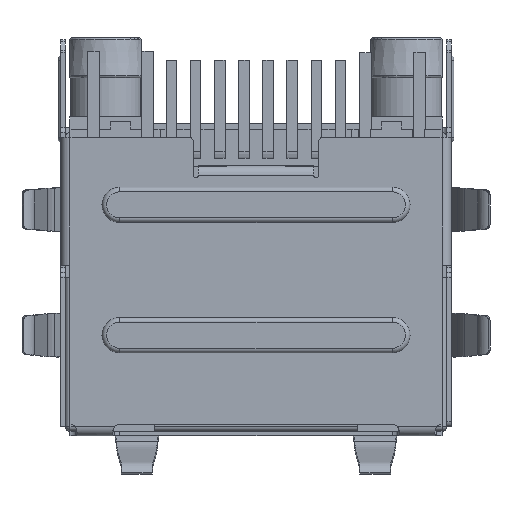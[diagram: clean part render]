
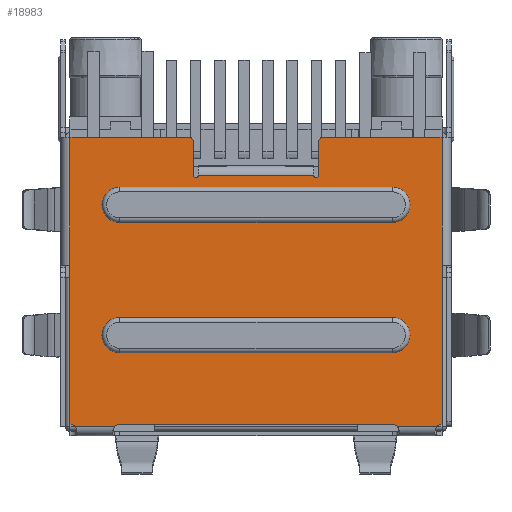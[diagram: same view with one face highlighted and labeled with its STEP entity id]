
A CAD part, left-side view. The second image highlights one B-rep face of the part: STEP entity #18983.
In plain terms, the highlighted planar face has unit normal (-1, 0, 0).
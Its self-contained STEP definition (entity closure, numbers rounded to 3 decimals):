
#687=CIRCLE('',#20594,0.2);
#688=CIRCLE('',#20595,0.1);
#689=CIRCLE('',#20596,0.1);
#690=CIRCLE('',#20597,0.2);
#691=CIRCLE('',#20598,0.3);
#692=CIRCLE('',#20599,0.3);
#693=CIRCLE('',#20600,0.3);
#694=CIRCLE('',#20601,0.3);
#695=CIRCLE('',#20602,0.75);
#696=CIRCLE('',#20603,0.75);
#697=CIRCLE('',#20604,0.75);
#698=CIRCLE('',#20605,0.75);
#1279=ORIENTED_EDGE('',*,*,#7093,.T.);
#1280=ORIENTED_EDGE('',*,*,#7094,.T.);
#1281=ORIENTED_EDGE('',*,*,#7095,.F.);
#1282=ORIENTED_EDGE('',*,*,#7096,.T.);
#1283=ORIENTED_EDGE('',*,*,#7097,.T.);
#1284=ORIENTED_EDGE('',*,*,#7098,.T.);
#1285=ORIENTED_EDGE('',*,*,#7099,.F.);
#1286=ORIENTED_EDGE('',*,*,#7100,.T.);
#1287=ORIENTED_EDGE('',*,*,#7101,.T.);
#1288=ORIENTED_EDGE('',*,*,#7102,.T.);
#1289=ORIENTED_EDGE('',*,*,#7103,.T.);
#1290=ORIENTED_EDGE('',*,*,#7104,.T.);
#1291=ORIENTED_EDGE('',*,*,#7105,.T.);
#1292=ORIENTED_EDGE('',*,*,#7106,.T.);
#1293=ORIENTED_EDGE('',*,*,#7107,.T.);
#1294=ORIENTED_EDGE('',*,*,#7108,.T.);
#1295=ORIENTED_EDGE('',*,*,#7109,.T.);
#1296=ORIENTED_EDGE('',*,*,#7110,.F.);
#1297=ORIENTED_EDGE('',*,*,#7111,.T.);
#1298=ORIENTED_EDGE('',*,*,#7112,.T.);
#1299=ORIENTED_EDGE('',*,*,#7113,.F.);
#1300=ORIENTED_EDGE('',*,*,#7114,.F.);
#1301=ORIENTED_EDGE('',*,*,#7115,.F.);
#1302=ORIENTED_EDGE('',*,*,#7116,.F.);
#1303=ORIENTED_EDGE('',*,*,#7117,.T.);
#1304=ORIENTED_EDGE('',*,*,#7118,.T.);
#1305=ORIENTED_EDGE('',*,*,#7119,.T.);
#1306=ORIENTED_EDGE('',*,*,#7120,.T.);
#7093=EDGE_CURVE('',#10000,#10001,#11872,.T.);
#7094=EDGE_CURVE('',#10001,#10002,#687,.T.);
#7095=EDGE_CURVE('',#10003,#10002,#11873,.T.);
#7096=EDGE_CURVE('',#10003,#10004,#688,.F.);
#7097=EDGE_CURVE('',#10004,#10005,#11874,.T.);
#7098=EDGE_CURVE('',#10005,#10006,#689,.F.);
#7099=EDGE_CURVE('',#10007,#10006,#11875,.T.);
#7100=EDGE_CURVE('',#10007,#10008,#690,.T.);
#7101=EDGE_CURVE('',#10008,#10009,#11876,.T.);
#7102=EDGE_CURVE('',#10009,#10010,#11877,.T.);
#7103=EDGE_CURVE('',#10010,#10011,#11878,.T.);
#7104=EDGE_CURVE('',#10011,#10012,#691,.F.);
#7105=EDGE_CURVE('',#10012,#10013,#11879,.T.);
#7106=EDGE_CURVE('',#10013,#10014,#692,.F.);
#7107=EDGE_CURVE('',#10014,#10015,#11880,.T.);
#7108=EDGE_CURVE('',#10015,#10016,#693,.F.);
#7109=EDGE_CURVE('',#10016,#10017,#11881,.T.);
#7110=EDGE_CURVE('',#10018,#10017,#694,.T.);
#7111=EDGE_CURVE('',#10018,#10019,#11882,.T.);
#7112=EDGE_CURVE('',#10019,#10000,#11883,.T.);
#7113=EDGE_CURVE('',#10020,#10021,#11884,.T.);
#7114=EDGE_CURVE('',#10022,#10020,#695,.T.);
#7115=EDGE_CURVE('',#10023,#10022,#11885,.T.);
#7116=EDGE_CURVE('',#10021,#10023,#696,.T.);
#7117=EDGE_CURVE('',#10024,#10025,#697,.F.);
#7118=EDGE_CURVE('',#10025,#10026,#11886,.T.);
#7119=EDGE_CURVE('',#10026,#10027,#698,.F.);
#7120=EDGE_CURVE('',#10027,#10024,#11887,.T.);
#10000=VERTEX_POINT('',#27970);
#10001=VERTEX_POINT('',#27971);
#10002=VERTEX_POINT('',#27973);
#10003=VERTEX_POINT('',#27975);
#10004=VERTEX_POINT('',#27977);
#10005=VERTEX_POINT('',#27979);
#10006=VERTEX_POINT('',#27981);
#10007=VERTEX_POINT('',#27983);
#10008=VERTEX_POINT('',#27985);
#10009=VERTEX_POINT('',#27987);
#10010=VERTEX_POINT('',#27989);
#10011=VERTEX_POINT('',#27991);
#10012=VERTEX_POINT('',#27993);
#10013=VERTEX_POINT('',#27995);
#10014=VERTEX_POINT('',#27997);
#10015=VERTEX_POINT('',#27999);
#10016=VERTEX_POINT('',#28001);
#10017=VERTEX_POINT('',#28003);
#10018=VERTEX_POINT('',#28005);
#10019=VERTEX_POINT('',#28007);
#10020=VERTEX_POINT('',#28010);
#10021=VERTEX_POINT('',#28011);
#10022=VERTEX_POINT('',#28013);
#10023=VERTEX_POINT('',#28015);
#10024=VERTEX_POINT('',#28018);
#10025=VERTEX_POINT('',#28019);
#10026=VERTEX_POINT('',#28021);
#10027=VERTEX_POINT('',#28023);
#11872=LINE('',#27969,#14009);
#11873=LINE('',#27974,#14010);
#11874=LINE('',#27978,#14011);
#11875=LINE('',#27982,#14012);
#11876=LINE('',#27986,#14013);
#11877=LINE('',#27988,#14014);
#11878=LINE('',#27990,#14015);
#11879=LINE('',#27994,#14016);
#11880=LINE('',#27998,#14017);
#11881=LINE('',#28002,#14018);
#11882=LINE('',#28006,#14019);
#11883=LINE('',#28008,#14020);
#11884=LINE('',#28009,#14021);
#11885=LINE('',#28014,#14022);
#11886=LINE('',#28020,#14023);
#11887=LINE('',#28024,#14024);
#14009=VECTOR('',#22342,1000.);
#14010=VECTOR('',#22345,1000.);
#14011=VECTOR('',#22348,1000.);
#14012=VECTOR('',#22351,1000.);
#14013=VECTOR('',#22354,1000.);
#14014=VECTOR('',#22355,1000.);
#14015=VECTOR('',#22356,1000.);
#14016=VECTOR('',#22359,1000.);
#14017=VECTOR('',#22362,1000.);
#14018=VECTOR('',#22365,1000.);
#14019=VECTOR('',#22368,1000.);
#14020=VECTOR('',#22369,1000.);
#14021=VECTOR('',#22370,1000.);
#14022=VECTOR('',#22373,1000.);
#14023=VECTOR('',#22378,1000.);
#14024=VECTOR('',#22381,1000.);
#16146=EDGE_LOOP('',(#1279,#1280,#1281,#1282,#1283,#1284,#1285,#1286,#1287,
#1288,#1289,#1290,#1291,#1292,#1293,#1294,#1295,#1296,#1297,#1298));
#16147=EDGE_LOOP('',(#1299,#1300,#1301,#1302));
#16148=EDGE_LOOP('',(#1303,#1304,#1305,#1306));
#17241=FACE_BOUND('',#16146,.T.);
#17242=FACE_BOUND('',#16147,.T.);
#17243=FACE_BOUND('',#16148,.T.);
#18336=PLANE('',#20593);
#18983=ADVANCED_FACE('',(#17241,#17242,#17243),#18336,.T.);
#20593=AXIS2_PLACEMENT_3D('',#27968,#22340,#22341);
#20594=AXIS2_PLACEMENT_3D('',#27972,#22343,#22344);
#20595=AXIS2_PLACEMENT_3D('',#27976,#22346,#22347);
#20596=AXIS2_PLACEMENT_3D('',#27980,#22349,#22350);
#20597=AXIS2_PLACEMENT_3D('',#27984,#22352,#22353);
#20598=AXIS2_PLACEMENT_3D('',#27992,#22357,#22358);
#20599=AXIS2_PLACEMENT_3D('',#27996,#22360,#22361);
#20600=AXIS2_PLACEMENT_3D('',#28000,#22363,#22364);
#20601=AXIS2_PLACEMENT_3D('',#28004,#22366,#22367);
#20602=AXIS2_PLACEMENT_3D('',#28012,#22371,#22372);
#20603=AXIS2_PLACEMENT_3D('',#28016,#22374,#22375);
#20604=AXIS2_PLACEMENT_3D('',#28017,#22376,#22377);
#20605=AXIS2_PLACEMENT_3D('',#28022,#22379,#22380);
#22340=DIRECTION('',(-1.,0.,0.));
#22341=DIRECTION('',(0.,0.,1.));
#22342=DIRECTION('',(0.,1.,0.));
#22343=DIRECTION('',(-1.,0.,0.));
#22344=DIRECTION('',(0.,0.,1.));
#22345=DIRECTION('',(0.,0.,1.));
#22346=DIRECTION('',(-1.,0.,0.));
#22347=DIRECTION('',(0.,0.,1.));
#22348=DIRECTION('',(0.,1.,0.));
#22349=DIRECTION('',(-1.,0.,0.));
#22350=DIRECTION('',(0.,0.,1.));
#22351=DIRECTION('',(0.,0.,-1.));
#22352=DIRECTION('',(-1.,0.,0.));
#22353=DIRECTION('',(0.,0.,1.));
#22354=DIRECTION('',(0.,1.,0.));
#22355=DIRECTION('',(0.,0.,-1.));
#22356=DIRECTION('',(0.,0.,-1.));
#22357=DIRECTION('',(-1.,0.,0.));
#22358=DIRECTION('',(0.,0.,1.));
#22359=DIRECTION('',(0.,-1.,0.));
#22360=DIRECTION('',(-1.,0.,0.));
#22361=DIRECTION('',(0.,0.,1.));
#22362=DIRECTION('',(0.,-1.,0.));
#22363=DIRECTION('',(-1.,0.,0.));
#22364=DIRECTION('',(0.,0.,1.));
#22365=DIRECTION('',(0.,-1.,0.));
#22366=DIRECTION('',(-1.,0.,0.));
#22367=DIRECTION('',(0.,0.,1.));
#22368=DIRECTION('',(0.,0.,1.));
#22369=DIRECTION('',(0.,0.,1.));
#22370=DIRECTION('',(0.,-1.,0.));
#22371=DIRECTION('',(-1.,0.,0.));
#22372=DIRECTION('',(0.,0.,1.));
#22373=DIRECTION('',(0.,1.,0.));
#22374=DIRECTION('',(-1.,0.,0.));
#22375=DIRECTION('',(0.,0.,1.));
#22376=DIRECTION('',(-1.,0.,0.));
#22377=DIRECTION('',(0.,0.,1.));
#22378=DIRECTION('',(0.,1.,0.));
#22379=DIRECTION('',(-1.,0.,0.));
#22380=DIRECTION('',(0.,0.,1.));
#22381=DIRECTION('',(0.,-1.,0.));
#27968=CARTESIAN_POINT('',(-7.775,7.85,-6.409));
#27969=CARTESIAN_POINT('',(-7.775,-7.85,6.));
#27970=CARTESIAN_POINT('',(-7.775,-7.85,6.));
#27971=CARTESIAN_POINT('',(-7.775,-2.84,6.));
#27972=CARTESIAN_POINT('',(-7.775,-2.84,5.8));
#27973=CARTESIAN_POINT('',(-7.775,-2.64,5.8));
#27974=CARTESIAN_POINT('',(-7.775,-2.64,4.4));
#27975=CARTESIAN_POINT('',(-7.775,-2.64,4.4));
#27976=CARTESIAN_POINT('',(-7.775,-2.54,4.4));
#27977=CARTESIAN_POINT('',(-7.775,-2.44,4.4));
#27978=CARTESIAN_POINT('',(-7.775,-2.44,4.4));
#27979=CARTESIAN_POINT('',(-7.775,2.44,4.4));
#27980=CARTESIAN_POINT('',(-7.775,2.54,4.4));
#27981=CARTESIAN_POINT('',(-7.775,2.64,4.4));
#27982=CARTESIAN_POINT('',(-7.775,2.64,6.));
#27983=CARTESIAN_POINT('',(-7.775,2.64,5.8));
#27984=CARTESIAN_POINT('',(-7.775,2.84,5.8));
#27985=CARTESIAN_POINT('',(-7.775,2.84,6.));
#27986=CARTESIAN_POINT('',(-7.775,-7.85,6.));
#27987=CARTESIAN_POINT('',(-7.775,7.85,6.));
#27988=CARTESIAN_POINT('',(-7.775,7.85,-6.409));
#27989=CARTESIAN_POINT('',(-7.775,7.85,0.6));
#27990=CARTESIAN_POINT('',(-7.775,7.85,-6.409));
#27991=CARTESIAN_POINT('',(-7.775,7.85,-6.109));
#27992=CARTESIAN_POINT('',(-7.775,7.85,-6.409));
#27993=CARTESIAN_POINT('',(-7.775,7.635,-6.2));
#27994=CARTESIAN_POINT('',(-7.775,7.85,-6.2));
#27995=CARTESIAN_POINT('',(-7.775,5.965,-6.2));
#27996=CARTESIAN_POINT('',(-7.775,5.75,-6.409));
#27997=CARTESIAN_POINT('',(-7.775,5.75,-6.109));
#27998=CARTESIAN_POINT('',(-7.775,7.85,-6.109));
#27999=CARTESIAN_POINT('',(-7.775,-5.75,-6.109));
#28000=CARTESIAN_POINT('',(-7.775,-5.75,-6.409));
#28001=CARTESIAN_POINT('',(-7.775,-5.965,-6.2));
#28002=CARTESIAN_POINT('',(-7.775,7.85,-6.2));
#28003=CARTESIAN_POINT('',(-7.775,-7.635,-6.2));
#28004=CARTESIAN_POINT('',(-7.775,-7.85,-6.409));
#28005=CARTESIAN_POINT('',(-7.775,-7.85,-6.109));
#28006=CARTESIAN_POINT('',(-7.775,-7.85,-6.409));
#28007=CARTESIAN_POINT('',(-7.775,-7.85,0.6));
#28008=CARTESIAN_POINT('',(-7.775,-7.85,0.6));
#28009=CARTESIAN_POINT('',(-7.775,7.85,-3.1));
#28010=CARTESIAN_POINT('',(-7.775,5.75,-3.1));
#28011=CARTESIAN_POINT('',(-7.775,-5.75,-3.1));
#28012=CARTESIAN_POINT('',(-7.775,5.75,-2.35));
#28013=CARTESIAN_POINT('',(-7.775,5.75,-1.6));
#28014=CARTESIAN_POINT('',(-7.775,7.85,-1.6));
#28015=CARTESIAN_POINT('',(-7.775,-5.75,-1.6));
#28016=CARTESIAN_POINT('',(-7.775,-5.75,-2.35));
#28017=CARTESIAN_POINT('',(-7.775,-5.75,3.15));
#28018=CARTESIAN_POINT('',(-7.775,-5.75,3.9));
#28019=CARTESIAN_POINT('',(-7.775,-5.75,2.4));
#28020=CARTESIAN_POINT('',(-7.775,7.85,2.4));
#28021=CARTESIAN_POINT('',(-7.775,5.75,2.4));
#28022=CARTESIAN_POINT('',(-7.775,5.75,3.15));
#28023=CARTESIAN_POINT('',(-7.775,5.75,3.9));
#28024=CARTESIAN_POINT('',(-7.775,7.85,3.9));
